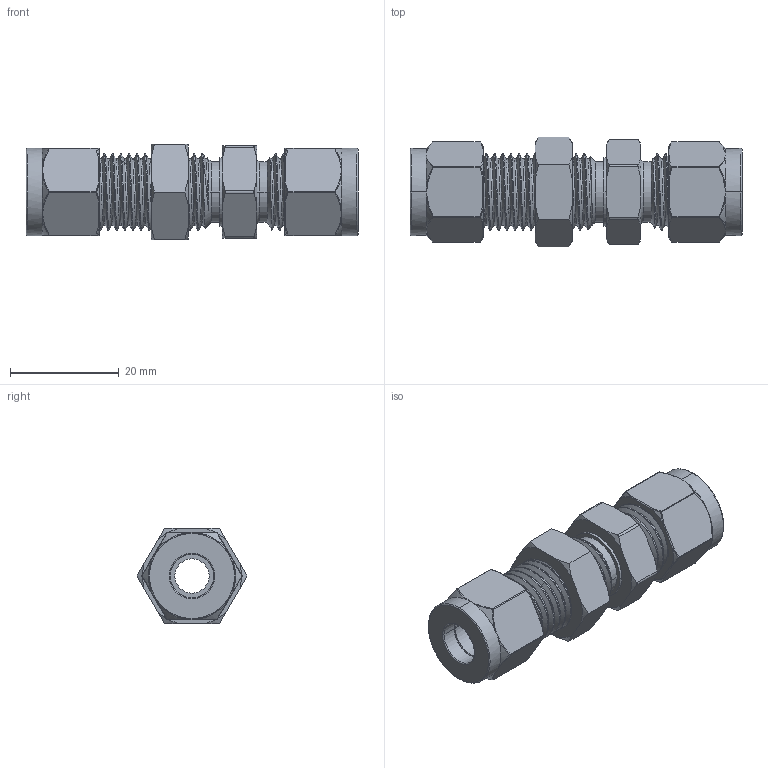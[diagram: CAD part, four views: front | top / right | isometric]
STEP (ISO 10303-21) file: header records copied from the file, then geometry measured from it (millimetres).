
FILE_DESCRIPTION((''),'2;1');
FILE_NAME('001_CBU_BULKHEAD_UNION_MASTER_ASM','2025-06-26T14:38:18',('Administrator'),(''),'CREO PARAMETRIC BY PTC INC, 2020414','CREO PARAMETRIC BY PTC INC, 2020414','');
FILE_SCHEMA(('AUTOMOTIVE_DESIGN { 1 0 10303 214 1 1 1 1 }'));
Products named in the file (6): DIN2353-TUBE_CBU; DIN2353_TUBE_NUT_CBU; BACK_FERRULE_CBU; FRONT_FERRULE_CBU; DIN2353_TUBE_NUT1_CBU; 001_CBU_BULKHEAD_UNION_MASTER_ASM
Assembly tree (8 placements, depth 2):
  001_CBU_BULKHEAD_UNION_MASTER_ASM
    DIN2353-TUBE_CBU
    DIN2353_TUBE_NUT_CBU  x2
    BACK_FERRULE_CBU  x2
    FRONT_FERRULE_CBU  x2
    DIN2353_TUBE_NUT1_CBU
Bounding box: 61 x 20.21 x 17.5 mm (x, y, z)
Volume: 9056.8 mm3; surface area: 10360.6 mm2
Topology: 8 solids, 8 shells, 469 faces, 1118 edges, 716 vertices
Faces by surface type: cylinder 140, bspline 90, cone 84, torus 62, sphere 48, plane 45
Entity records: 36065 total; most frequent: CARTESIAN_POINT 27709, ORIENTED_EDGE 1498, DIRECTION 1264, EDGE_CURVE 749, AXIS2_PLACEMENT_3D 523, VERTEX_POINT 451, PRESENTATION_STYLE_ASSIGNMENT 358, STYLED_ITEM 358
